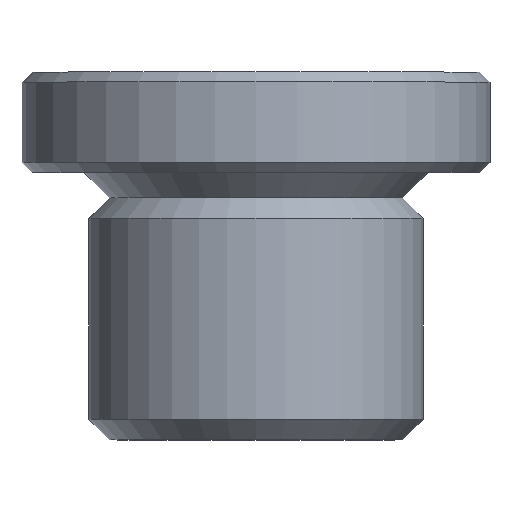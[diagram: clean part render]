
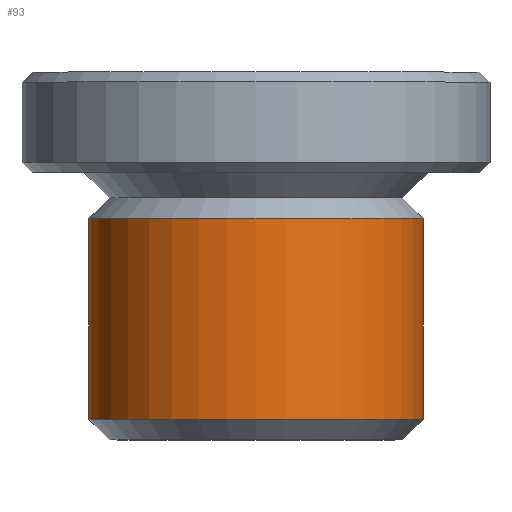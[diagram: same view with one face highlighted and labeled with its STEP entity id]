
A CAD part, top view. The second image highlights one B-rep face of the part: STEP entity #93.
In plain terms, the highlighted cylindrical face has radius 5 mm (diameter 10 mm), a full revolution.
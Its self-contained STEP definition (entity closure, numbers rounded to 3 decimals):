
#93 = ADVANCED_FACE( '', ( #197, #198 ), #199, .T. );
#197 = FACE_OUTER_BOUND( '', #301, .T. );
#198 = FACE_OUTER_BOUND( '', #302, .T. );
#199 = CYLINDRICAL_SURFACE( '', #303, 5. );
#301 = EDGE_LOOP( '', ( #477 ) );
#302 = EDGE_LOOP( '', ( #478 ) );
#303 = AXIS2_PLACEMENT_3D( '', #479, #480, #481 );
#477 = ORIENTED_EDGE( '', *, *, #584, .F. );
#478 = ORIENTED_EDGE( '', *, *, #571, .T. );
#479 = CARTESIAN_POINT( '', ( 0., -8., 0. ) );
#480 = DIRECTION( '', ( 0., 1., 0. ) );
#481 = DIRECTION( '', ( 0., 0., -1. ) );
#571 = EDGE_CURVE( '', #663, #663, #664, .T. );
#584 = EDGE_CURVE( '', #681, #681, #682, .T. );
#663 = VERTEX_POINT( '', #814 );
#664 = CIRCLE( '', #815, 5. );
#681 = VERTEX_POINT( '', #832 );
#682 = CIRCLE( '', #833, 5. );
#814 = CARTESIAN_POINT( '', ( 0., -1.377, -5. ) );
#815 = AXIS2_PLACEMENT_3D( '', #945, #946, #947 );
#832 = CARTESIAN_POINT( '', ( 0., -7.387, -5. ) );
#833 = AXIS2_PLACEMENT_3D( '', #972, #973, #974 );
#945 = CARTESIAN_POINT( '', ( 0., -1.377, 0. ) );
#946 = DIRECTION( '', ( 0., -1., 0. ) );
#947 = DIRECTION( '', ( 0., 0., -1. ) );
#972 = CARTESIAN_POINT( '', ( 0., -7.387, 0. ) );
#973 = DIRECTION( '', ( 0., -1., 0. ) );
#974 = DIRECTION( '', ( 0., 0., -1. ) );
